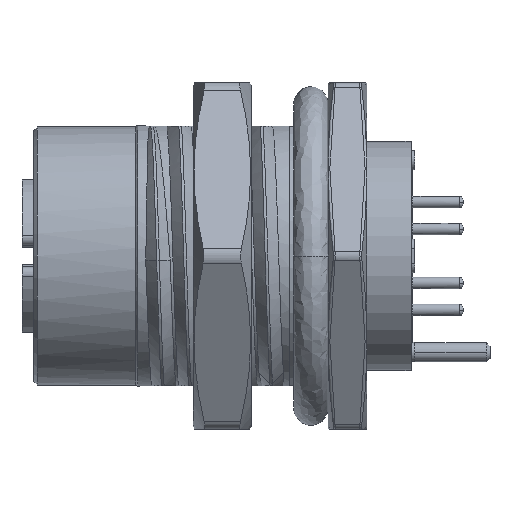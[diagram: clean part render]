
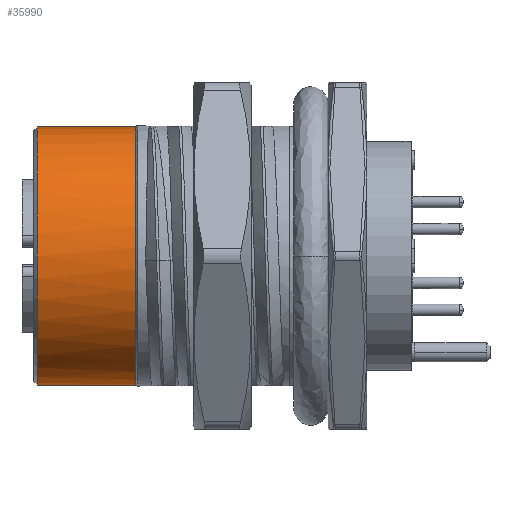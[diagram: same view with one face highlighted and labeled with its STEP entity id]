
A CAD part, front view. The second image highlights one B-rep face of the part: STEP entity #35990.
In plain terms, the highlighted cylindrical face has radius 6.7 mm (diameter 13.4 mm), a partial arc.
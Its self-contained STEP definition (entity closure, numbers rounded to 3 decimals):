
#567 = LINE ( 'NONE', #25134, #20083 ) ;
#1460 = EDGE_CURVE ( 'NONE', #21217, #10701, #13145, .T. ) ;
#3578 = EDGE_CURVE ( 'NONE', #10701, #43078, #19629, .T. ) ;
#3912 = CARTESIAN_POINT ( 'NONE',  ( -19.6, 0., -6.7 ) ) ;
#4595 = EDGE_LOOP ( 'NONE', ( #12150, #5306, #30071, #38741, #42963 ) ) ;
#5306 = ORIENTED_EDGE ( 'NONE', *, *, #10206, .F. ) ;
#7907 = VERTEX_POINT ( 'NONE', #40985 ) ;
#8761 = DIRECTION ( 'NONE',  ( 1., 0., 0. ) ) ;
#9369 = DIRECTION ( 'NONE',  ( 0., 0., 1. ) ) ;
#9438 = CARTESIAN_POINT ( 'NONE',  ( -19.6, 0., 0. ) ) ;
#9595 = CARTESIAN_POINT ( 'NONE',  ( -14.5, 0., 0. ) ) ;
#10206 = EDGE_CURVE ( 'NONE', #7907, #15930, #42288, .T. ) ;
#10235 = AXIS2_PLACEMENT_3D ( 'NONE', #16944, #31240, #45464 ) ;
#10701 = VERTEX_POINT ( 'NONE', #38593 ) ;
#12150 = ORIENTED_EDGE ( 'NONE', *, *, #33320, .F. ) ;
#12625 = EDGE_CURVE ( 'NONE', #21217, #7907, #37862, .T. ) ;
#13145 = LINE ( 'NONE', #23279, #38117 ) ;
#13318 = FACE_OUTER_BOUND ( 'NONE', #4595, .T. ) ;
#13789 = DIRECTION ( 'NONE',  ( -1., 0., 0. ) ) ;
#15930 = VERTEX_POINT ( 'NONE', #42928 ) ;
#16944 = CARTESIAN_POINT ( 'NONE',  ( -14.5, 0., 0. ) ) ;
#17207 = CARTESIAN_POINT ( 'NONE',  ( -14.45, 0., -6.7 ) ) ;
#19629 = CIRCLE ( 'NONE', #28576, 6.7 ) ;
#20083 = VECTOR ( 'NONE', #28392, 1000. ) ;
#21217 = VERTEX_POINT ( 'NONE', #22205 ) ;
#21428 = CARTESIAN_POINT ( 'NONE',  ( -14.5, -0.817, -6.65 ) ) ;
#22205 = CARTESIAN_POINT ( 'NONE',  ( -14.5, 0., 6.7 ) ) ;
#23055 = DIRECTION ( 'NONE',  ( 0., 0., 1. ) ) ;
#23279 = CARTESIAN_POINT ( 'NONE',  ( -14.5, 0., 6.7 ) ) ;
#23728 = DIRECTION ( 'NONE',  ( -1., 0., 0. ) ) ;
#25134 = CARTESIAN_POINT ( 'NONE',  ( -14.5, 0., -6.7 ) ) ;
#25175 = CARTESIAN_POINT ( 'NONE',  ( -14.45, -0.273, -6.7 ) ) ;
#28392 = DIRECTION ( 'NONE',  ( -1., 0., 0. ) ) ;
#28576 = AXIS2_PLACEMENT_3D ( 'NONE', #9438, #8761, #23055 ) ;
#30071 = ORIENTED_EDGE ( 'NONE', *, *, #12625, .F. ) ;
#31240 = DIRECTION ( 'NONE',  ( 1., 0., 0. ) ) ;
#32182 = CARTESIAN_POINT ( 'NONE',  ( -14.467, -0.546, -6.683 ) ) ;
#33320 = EDGE_CURVE ( 'NONE', #15930, #43078, #567, .T. ) ;
#35990 = ADVANCED_FACE ( 'NONE', ( #13318 ), #45823, .T. ) ;
#37862 = CIRCLE ( 'NONE', #10235, 6.7 ) ;
#38117 = VECTOR ( 'NONE', #23728, 1000. ) ;
#38593 = CARTESIAN_POINT ( 'NONE',  ( -19.6, 0., 6.7 ) ) ;
#38741 = ORIENTED_EDGE ( 'NONE', *, *, #1460, .T. ) ;
#40985 = CARTESIAN_POINT ( 'NONE',  ( -14.5, -0.817, -6.65 ) ) ;
#42288 = B_SPLINE_CURVE_WITH_KNOTS ( 'NONE', 3,
 ( #21428, #32182, #25175, #17207 ),
 .UNSPECIFIED., .F., .F.,
 ( 4, 4 ),
 ( 0., 0.5 ),
 .UNSPECIFIED. ) ;
#42928 = CARTESIAN_POINT ( 'NONE',  ( -14.45, 0., -6.7 ) ) ;
#42963 = ORIENTED_EDGE ( 'NONE', *, *, #3578, .T. ) ;
#43078 = VERTEX_POINT ( 'NONE', #3912 ) ;
#44236 = AXIS2_PLACEMENT_3D ( 'NONE', #9595, #13789, #9369 ) ;
#45464 = DIRECTION ( 'NONE',  ( 0., 0., 1. ) ) ;
#45823 = CYLINDRICAL_SURFACE ( 'NONE', #44236, 6.7 ) ;
